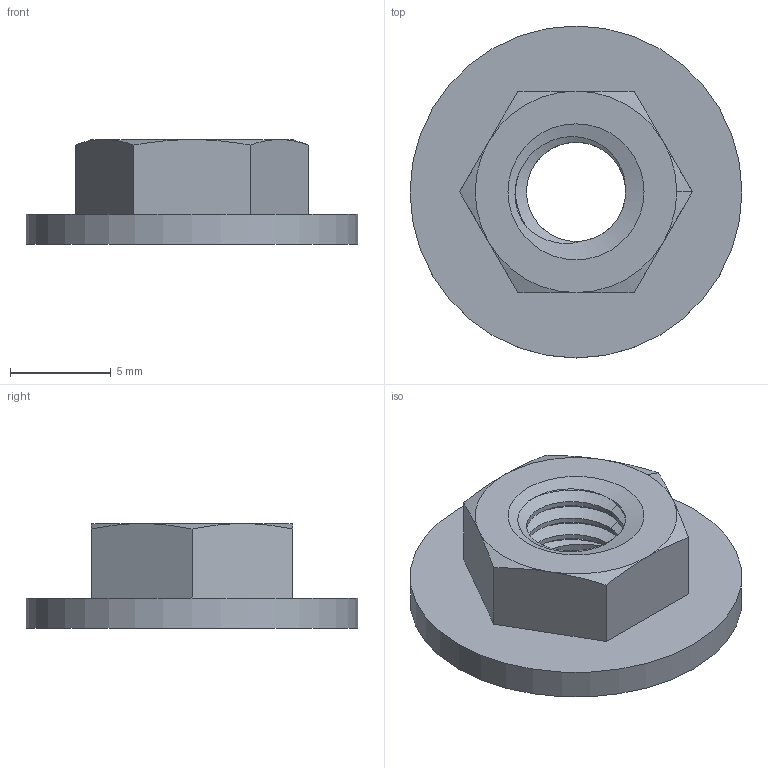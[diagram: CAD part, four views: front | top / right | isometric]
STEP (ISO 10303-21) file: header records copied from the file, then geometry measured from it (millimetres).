
FILE_DESCRIPTION(('FreeCAD Model'),'2;1');
FILE_NAME('Insert_1b.step', '2020-06-16T11:22:49',('BT'),(''),'Open CASCADE STEP processor 7.4', 'FreeCAD','Unknown');
FILE_SCHEMA(('AUTOMOTIVE_DESIGN { 1 0 10303 214 1 1 1 1 }'));
Length unit declared in the file: millimetre
Products named in the file (1): Body001
Bounding box: 16.47 x 16.47 x 5.2 mm (x, y, z)
Volume: 498.2 mm3; surface area: 715.8 mm2
Topology: 1 solids, 1 shells, 39 faces, 95 edges, 47 vertices
Faces by surface type: bspline 19, plane 10, cone 8, cylinder 2
Full cylindrical faces by diameter (mm): 6.811 x1, 16.469 x1
Entity records: 2098 total; most frequent: CARTESIAN_POINT 1375, ORIENTED_EDGE 164, DIRECTION 106, EDGE_CURVE 82, VERTEX_POINT 47, AXIS2_PLACEMENT_3D 45, FACE_BOUND 43, EDGE_LOOP 43
